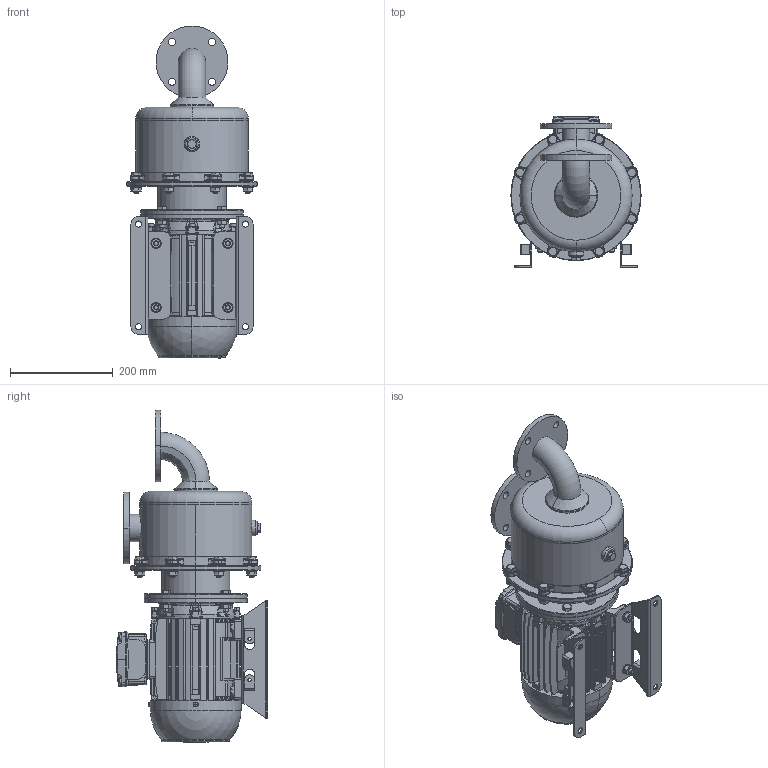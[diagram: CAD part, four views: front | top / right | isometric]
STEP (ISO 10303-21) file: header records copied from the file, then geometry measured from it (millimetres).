
FILE_DESCRIPTION (( 'STEP AP203' ), '1' );
FILE_NAME ('Ýëåêòðîíàñîñíûé àãðåãàò ÕÌñ 12,5_30Ê5-3_2.STEP', '2016-03-05T20:46:59', ( '' ), ( '' ), 'SwSTEP 2.0', 'SolidWorks 2015', '' );
FILE_SCHEMA (( 'CONFIG_CONTROL_DESIGN' ));
Length unit declared in the file: millimetre
Products named in the file (13): 砐鳱鍱 12,5_30; 90L_TOP; Ýëåêòðîíàñîñíûé àãðåãàò ÕÌñ 12,5_30Ê5-3_2; 婜縺蹞 12,5_30; 扻錪犩 12,5_30; Ôëàíåö ÕÌñ 12,5_30; 冓憵 12,5_30; Êàñòðþëÿ 12,5_30; Áîëò Ì10; 署赅 赅耱瘙腓 12,5_30; ﾘ琺矜; Ïîäâîä ïðîäîëæåíèå 12,5_30; Ãàéêà
Assembly tree (59 placements, depth 2):
  Ýëåêòðîíàñîñíûé àãðåãàò ÕÌñ 12,5_30Ê5-3_2
    Áîëò Ì10  x16
    ﾘ琺矜  x16
    Ãàéêà  x16
    90L_TOP
    婜縺蹞 12,5_30
    扻錪犩 12,5_30
    Ôëàíåö ÕÌñ 12,5_30  x2
    冓憵 12,5_30  x2
    Êàñòðþëÿ 12,5_30
    署赅 赅耱瘙腓 12,5_30
    Ïîäâîä ïðîäîëæåíèå 12,5_30
    砐鳱鍱 12,5_30
Bounding box: 254 x 294.5 x 647 mm (x, y, z)
Volume: 7703398.7 mm3; surface area: 1112229.9 mm2
Topology: 63 solids, 64 shells, 3364 faces, 8139 edges, 5052 vertices
Faces by surface type: plane 1589, cylinder 714, cone 528, torus 287, bspline 216, sphere 30
Entity records: 89579 total; most frequent: CARTESIAN_POINT 28513, ORIENTED_EDGE 12370, DIRECTION 11934, EDGE_CURVE 6185, AXIS2_PLACEMENT_3D 4254, VERTEX_POINT 3914, LINE 3426, VECTOR 3426
